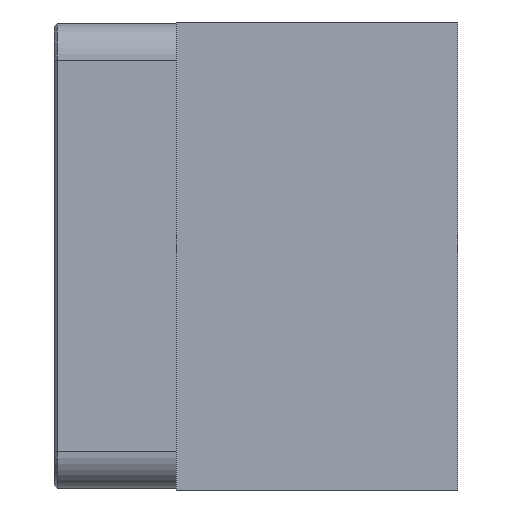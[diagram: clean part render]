
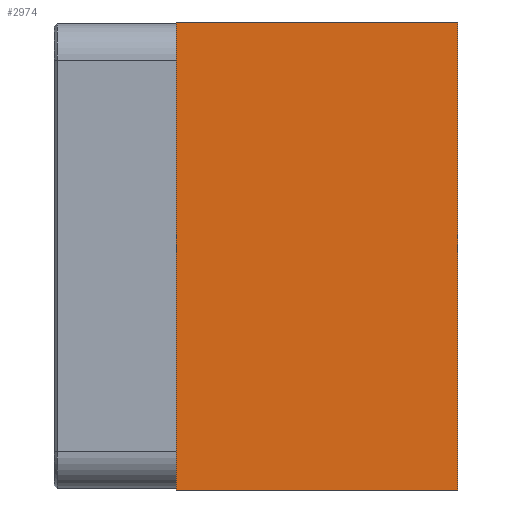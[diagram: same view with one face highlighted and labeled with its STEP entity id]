
A CAD part, left-side view. The second image highlights one B-rep face of the part: STEP entity #2974.
In plain terms, the highlighted planar face has unit normal (-1, 0, 0).
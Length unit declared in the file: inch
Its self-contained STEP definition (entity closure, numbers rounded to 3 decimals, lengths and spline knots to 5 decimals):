
#5=DIRECTION('',(0.,-1.,0.));
#6=VECTOR('',#5,2.875);
#7=CARTESIAN_POINT('',(0.,-1.25,0.));
#8=LINE('',#7,#6);
#205=DIRECTION('',(0.,0.,1.));
#206=VECTOR('',#205,4.781);
#207=CARTESIAN_POINT('',(0.,-4.125,0.));
#208=LINE('',#207,#206);
#289=DIRECTION('',(0.,0.,1.));
#290=VECTOR('',#289,4.781);
#291=CARTESIAN_POINT('',(0.,-1.25,0.));
#292=LINE('',#291,#290);
#305=DIRECTION('',(0.,-1.,0.));
#306=VECTOR('',#305,2.875);
#307=CARTESIAN_POINT('',(0.,-1.25,4.781));
#308=LINE('',#307,#306);
#2275=CARTESIAN_POINT('',(0.,-4.125,0.));
#2277=VERTEX_POINT('',#2275);
#2279=CARTESIAN_POINT('',(0.,-4.125,4.781));
#2281=VERTEX_POINT('',#2279);
#2639=CARTESIAN_POINT('',(0.,-1.25,0.));
#2641=VERTEX_POINT('',#2639);
#2643=CARTESIAN_POINT('',(0.,-1.25,4.781));
#2645=VERTEX_POINT('',#2643);
#2962=CARTESIAN_POINT('',(0.,0.,0.));
#2963=DIRECTION('',(-1.,0.,0.));
#2964=DIRECTION('',(0.,-1.,0.));
#2965=AXIS2_PLACEMENT_3D('',#2962,#2963,#2964);
#2966=PLANE('',#2965);
#2967=ORIENTED_EDGE('',*,*,#2705,.T.);
#2969=ORIENTED_EDGE('',*,*,#2968,.T.);
#2970=ORIENTED_EDGE('',*,*,#2906,.F.);
#2971=ORIENTED_EDGE('',*,*,#2686,.F.);
#2972=EDGE_LOOP('',(#2967,#2969,#2970,#2971));
#2973=FACE_OUTER_BOUND('',#2972,.F.);
#2974=ADVANCED_FACE('',(#2973),#2966,.T.);
#2686=EDGE_CURVE('',#2641,#2277,#8,.T.);
#2705=EDGE_CURVE('',#2641,#2645,#292,.T.);
#2906=EDGE_CURVE('',#2277,#2281,#208,.T.);
#2968=EDGE_CURVE('',#2645,#2281,#308,.T.);
